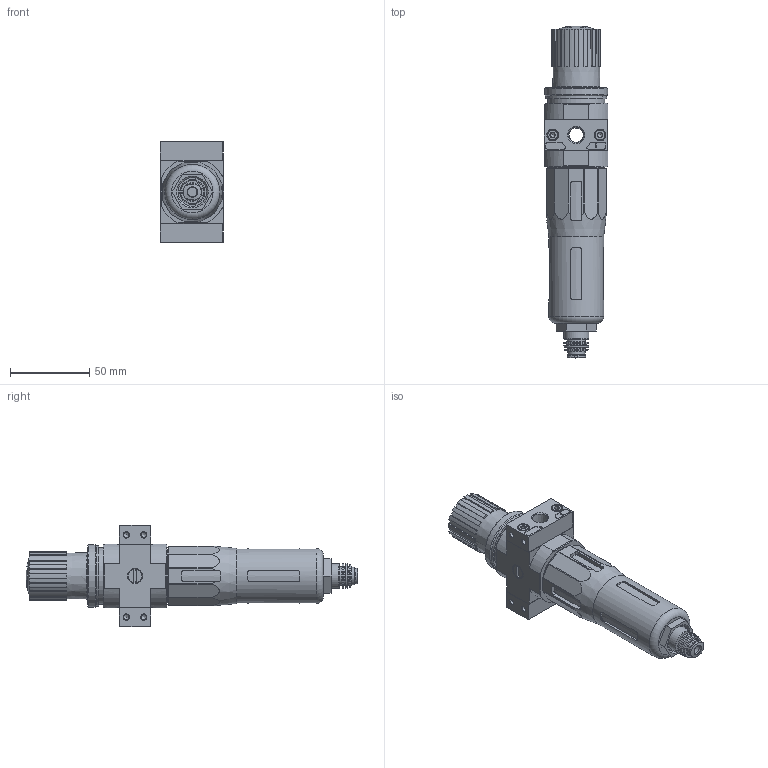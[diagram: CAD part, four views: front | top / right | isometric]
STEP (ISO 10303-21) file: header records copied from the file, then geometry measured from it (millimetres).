
FILE_DESCRIPTION(/* description */ ('STEP AP214'),/* implementation_level */ '2;1');
FILE_NAME(/* name */ '173759_LFR-1_8-D-O-MINI-A-NPT',/* time_stamp */ '2024-09-03T20:26:19+02:00',/* author */ ('License CC BY-ND 4.0'),/* organization */ ('CADENAS'),/* preprocessor_version */ 'ST-DEVELOPER v19.3',/* originating_system */ 'PARTsolutions',/* authorisation */ ' ');
FILE_SCHEMA (('AUTOMOTIVE_DESIGN {1 0 10303 214 3 1 1}'));
Length unit declared in the file: millimetre
Products named in the file (8): 173759 LFR-1/8-D-O-MINI-A-NPT---(0); 123589 LFR-D-MINI-A--(0); 679798 PBL-1/8-D-MINI-R-NPT--P1; DIN-912 - M4x16(F); 679797 PBL-1/8-D-MINI-L-NPT--P1; 398011 LRVS-D-MINI; 373845 LR-MINI; 526489 MS4-LFR-V
Assembly tree (11 placements, depth 2):
  173759 LFR-1/8-D-O-MINI-A-NPT---(0)
    123589 LFR-D-MINI-A--(0)
    679798 PBL-1/8-D-MINI-R-NPT--P1
    DIN-912 - M4x16(F)  x4
    679797 PBL-1/8-D-MINI-L-NPT--P1
    398011 LRVS-D-MINI
    373845 LR-MINI  x2
    526489 MS4-LFR-V
Bounding box: 40.4 x 210.02 x 64 mm (x, y, z)
Volume: 210458.7 mm3; surface area: 44546.3 mm2
Topology: 11 solids, 11 shells, 592 faces, 1419 edges, 898 vertices
Faces by surface type: plane 307, cylinder 157, cone 100, torus 23, sphere 5
Full cylindrical faces by diameter (mm): 3.242 x8, 4 x4, 4.3 x2, 6 x1, 6.9 x2, 7 x4, 8.2 x2, 8.566 x2, 9.728 x2, 11 x2, 11.4 x1, 11.6 x1, 11.8 x1, 12.2 x2, 15.7 x1, 15.8 x2, 18 x1, 24.9 x1, 26.9 x1, 33.9 x1, 34.376 x1, 34.7 x1, 36 x2, 38.5 x1, 39.8 x1
Entity records: 16944 total; most frequent: CARTESIAN_POINT 2994, DIRECTION 2426, ORIENTED_EDGE 2208, EDGE_CURVE 1104, AXIS2_PLACEMENT_3D 963, VERTEX_POINT 789, FACE_BOUND 677, EDGE_LOOP 668
